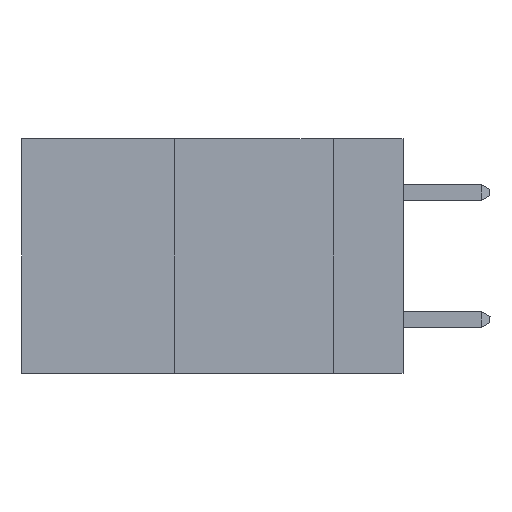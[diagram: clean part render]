
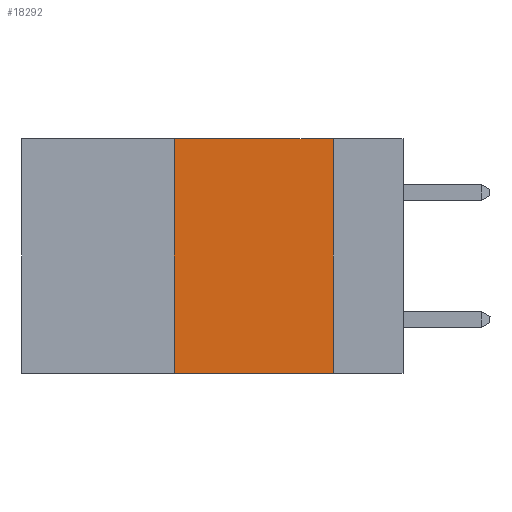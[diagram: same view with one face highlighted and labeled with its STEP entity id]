
A CAD part, left-side view. The second image highlights one B-rep face of the part: STEP entity #18292.
In plain terms, the highlighted planar face has unit normal (-1, 0, 0).
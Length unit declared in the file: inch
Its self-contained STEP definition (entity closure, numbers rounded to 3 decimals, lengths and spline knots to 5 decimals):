
#370 = LINE ( 'NONE', #6363, #19682 ) ;
#606 = EDGE_CURVE ( 'NONE', #18777, #3204, #16420, .T. ) ;
#1434 = ORIENTED_EDGE ( 'NONE', *, *, #606, .T. ) ;
#1616 = EDGE_CURVE ( 'NONE', #18777, #7534, #23475, .T. ) ;
#1703 = DIRECTION ( 'NONE',  ( 0., 0., -1. ) ) ;
#3060 = DIRECTION ( 'NONE',  ( 0., 0., 1. ) ) ;
#3204 = VERTEX_POINT ( 'NONE', #13561 ) ;
#4089 = ORIENTED_EDGE ( 'NONE', *, *, #24470, .F. ) ;
#4340 = FACE_OUTER_BOUND ( 'NONE', #23803, .T. ) ;
#5214 = CARTESIAN_POINT ( 'NONE',  ( 0., 0.36, 0. ) ) ;
#6363 = CARTESIAN_POINT ( 'NONE',  ( 0., 0.11, 0. ) ) ;
#7158 = VERTEX_POINT ( 'NONE', #18345 ) ;
#7244 = ORIENTED_EDGE ( 'NONE', *, *, #1616, .F. ) ;
#7534 = VERTEX_POINT ( 'NONE', #5214 ) ;
#7756 = CARTESIAN_POINT ( 'NONE',  ( 0., 0.6, 0. ) ) ;
#9542 = ORIENTED_EDGE ( 'NONE', *, *, #16754, .F. ) ;
#9683 = LINE ( 'NONE', #7756, #19986 ) ;
#10247 = DIRECTION ( 'NONE',  ( 0., -1., 0. ) ) ;
#10607 = CARTESIAN_POINT ( 'NONE',  ( 0., 0.6, -0.37 ) ) ;
#11971 = VECTOR ( 'NONE', #18851, 39.37008 ) ;
#13561 = CARTESIAN_POINT ( 'NONE',  ( 0., 0.11, -0.37 ) ) ;
#16038 = CARTESIAN_POINT ( 'NONE',  ( 0., 0.36, 0. ) ) ;
#16420 = LINE ( 'NONE', #10607, #11971 ) ;
#16754 = EDGE_CURVE ( 'NONE', #7534, #7158, #9683, .T. ) ;
#17006 = DIRECTION ( 'NONE',  ( 1., 0., 0. ) ) ;
#18047 = AXIS2_PLACEMENT_3D ( 'NONE', #20933, #17006, #1703 ) ;
#18292 = ADVANCED_FACE ( 'NONE', ( #4340 ), #21724, .F. ) ;
#18345 = CARTESIAN_POINT ( 'NONE',  ( 0., 0.11, 0. ) ) ;
#18464 = VECTOR ( 'NONE', #3060, 39.37008 ) ;
#18777 = VERTEX_POINT ( 'NONE', #24134 ) ;
#18851 = DIRECTION ( 'NONE',  ( 0., -1., 0. ) ) ;
#19682 = VECTOR ( 'NONE', #21196, 39.37008 ) ;
#19986 = VECTOR ( 'NONE', #10247, 39.37008 ) ;
#20933 = CARTESIAN_POINT ( 'NONE',  ( 0., 0.6, 0. ) ) ;
#21196 = DIRECTION ( 'NONE',  ( 0., 0., -1. ) ) ;
#21724 = PLANE ( 'NONE',  #18047 ) ;
#23475 = LINE ( 'NONE', #16038, #18464 ) ;
#23803 = EDGE_LOOP ( 'NONE', ( #4089, #9542, #7244, #1434 ) ) ;
#24134 = CARTESIAN_POINT ( 'NONE',  ( 0., 0.36, -0.37 ) ) ;
#24470 = EDGE_CURVE ( 'NONE', #7158, #3204, #370, .T. ) ;
